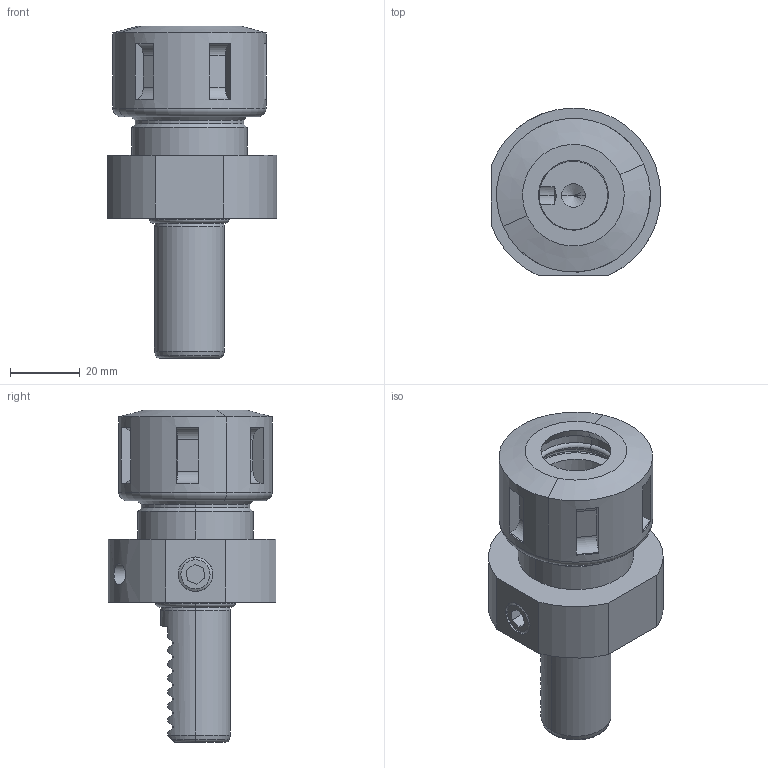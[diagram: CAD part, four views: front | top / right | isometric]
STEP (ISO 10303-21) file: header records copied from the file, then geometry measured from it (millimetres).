
FILE_DESCRIPTION (( 'STEP AP203' ), '1' );
FILE_NAME ('STEP.STEP', '2020-05-23T09:50:07', ( '' ), ( '' ), 'SwSTEP 2.0', 'SolidWorks 2017', '' );
FILE_SCHEMA (( 'CONFIG_CONTROL_DESIGN' ));
Length unit declared in the file: millimetre
Products named in the file (1): STEP
Bounding box: 48.48 x 48 x 95 mm (x, y, z)
Volume: 71518.1 mm3; surface area: 25763 mm2
Topology: 5 solids, 5 shells, 213 faces, 523 edges, 325 vertices
Faces by surface type: plane 90, cylinder 64, cone 38, torus 19, bspline 2
Entity records: 6760 total; most frequent: CARTESIAN_POINT 1718, DIRECTION 1052, ORIENTED_EDGE 1030, EDGE_CURVE 515, AXIS2_PLACEMENT_3D 401, VERTEX_POINT 325, VECTOR 250, LINE 250
